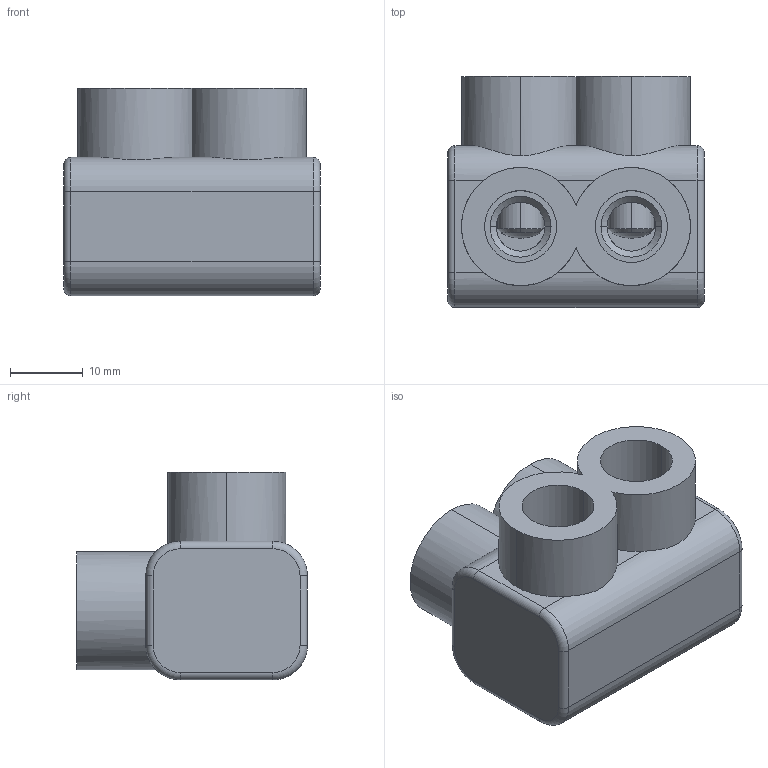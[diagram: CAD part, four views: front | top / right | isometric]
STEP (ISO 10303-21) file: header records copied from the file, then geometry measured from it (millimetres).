
FILE_DESCRIPTION (( 'STEP AP214' ), '1' );
FILE_NAME ('IPBB-NA4-2S-1.STEP', '2025-08-26T22:29:59', ( '' ), ( '' ), 'SwSTEP 2.0', 'SolidWorks 2024', '' );
FILE_SCHEMA (( 'AUTOMOTIVE_DESIGN' ));
Length unit declared in the file: inch
Products named in the file (1): IPBB-NA4-2S-1
Bounding box: 35.31 x 31.75 x 28.57 mm (x, y, z)
Volume: 17457.1 mm3; surface area: 11077.7 mm2
Topology: 4 solids, 4 shells, 167 faces, 427 edges, 266 vertices
Faces by surface type: plane 70, cylinder 57, cone 28, torus 8, sphere 4
Entity records: 5971 total; most frequent: CARTESIAN_POINT 1849, DIRECTION 873, ORIENTED_EDGE 834, EDGE_CURVE 417, AXIS2_PLACEMENT_3D 340, VERTEX_POINT 264, LINE 193, VECTOR 193
